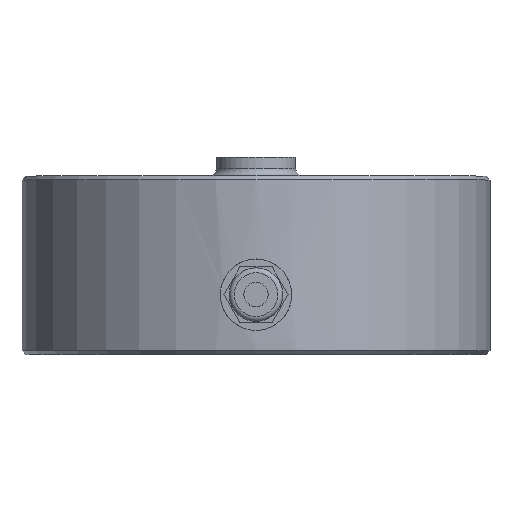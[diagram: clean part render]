
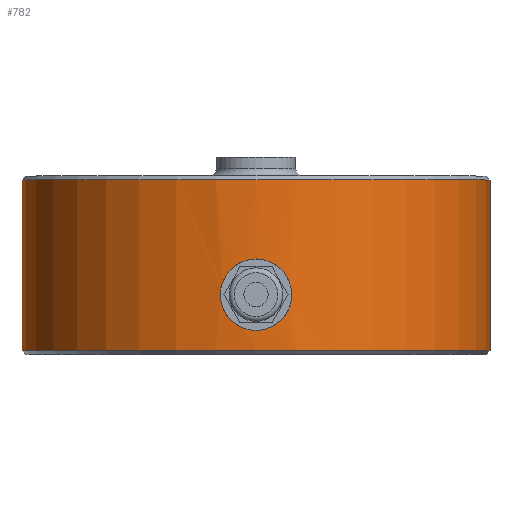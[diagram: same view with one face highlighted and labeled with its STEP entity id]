
A CAD part, top view. The second image highlights one B-rep face of the part: STEP entity #782.
In plain terms, the highlighted cylindrical face has radius 59 mm (diameter 118 mm), a full revolution.
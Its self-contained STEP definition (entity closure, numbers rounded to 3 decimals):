
#50=B_SPLINE_CURVE_WITH_KNOTS('',3,(#1312,#1313,#1314,#1315,#1316,#1317,
#1318,#1319,#1320,#1321),.UNSPECIFIED.,.F.,.F.,(4,2,2,2,4),(5.433,
5.773,6.113,6.452,6.792),
 .UNSPECIFIED.);
#51=B_SPLINE_CURVE_WITH_KNOTS('',3,(#1323,#1324,#1325,#1326,#1327,#1328,
#1329,#1330,#1331,#1332,#1333,#1334,#1335,#1336,#1337,#1338,#1339,#1340),
 .UNSPECIFIED.,.F.,.F.,(4,2,2,2,2,2,2,2,4),(1.358,1.698,
2.038,2.377,2.717,3.056,3.396,
3.735,4.075),.UNSPECIFIED.);
#52=B_SPLINE_CURVE_WITH_KNOTS('',3,(#1341,#1342,#1343,#1344,#1345,#1346,
#1347,#1348,#1349,#1350),.UNSPECIFIED.,.F.,.F.,(4,2,2,2,4),(4.075,
4.415,4.754,5.094,5.433),
 .UNSPECIFIED.);
#75=LINE('',#1358,#130);
#76=LINE('',#1359,#131);
#130=VECTOR('',#1080,59.);
#131=VECTOR('',#1081,59.);
#179=CYLINDRICAL_SURFACE('',#891,59.);
#199=FACE_OUTER_BOUND('',#242,.T.);
#242=EDGE_LOOP('',(#635,#636,#637,#638,#639,#640,#641,#642,#643,#644,#645));
#298=CIRCLE('',#846,59.);
#299=CIRCLE('',#847,59.);
#302=CIRCLE('',#851,59.);
#303=CIRCLE('',#852,59.);
#353=VERTEX_POINT('',#1223);
#354=VERTEX_POINT('',#1224);
#357=VERTEX_POINT('',#1233);
#358=VERTEX_POINT('',#1234);
#387=VERTEX_POINT('',#1309);
#388=VERTEX_POINT('',#1311);
#389=VERTEX_POINT('',#1322);
#443=EDGE_CURVE('',#353,#354,#298,.T.);
#444=EDGE_CURVE('',#354,#353,#299,.T.);
#448=EDGE_CURVE('',#357,#358,#302,.T.);
#449=EDGE_CURVE('',#358,#357,#303,.T.);
#485=EDGE_CURVE('',#387,#388,#50,.T.);
#486=EDGE_CURVE('',#388,#389,#51,.T.);
#487=EDGE_CURVE('',#389,#387,#52,.T.);
#491=EDGE_CURVE('',#357,#388,#75,.T.);
#492=EDGE_CURVE('',#389,#354,#76,.T.);
#635=ORIENTED_EDGE('',*,*,#448,.T.);
#636=ORIENTED_EDGE('',*,*,#449,.T.);
#637=ORIENTED_EDGE('',*,*,#491,.T.);
#638=ORIENTED_EDGE('',*,*,#485,.F.);
#639=ORIENTED_EDGE('',*,*,#487,.F.);
#640=ORIENTED_EDGE('',*,*,#492,.T.);
#641=ORIENTED_EDGE('',*,*,#444,.T.);
#642=ORIENTED_EDGE('',*,*,#443,.T.);
#643=ORIENTED_EDGE('',*,*,#492,.F.);
#644=ORIENTED_EDGE('',*,*,#486,.F.);
#645=ORIENTED_EDGE('',*,*,#491,.F.);
#782=ADVANCED_FACE('',(#199),#179,.T.);
#846=AXIS2_PLACEMENT_3D('',#1225,#976,#977);
#847=AXIS2_PLACEMENT_3D('',#1226,#978,#979);
#851=AXIS2_PLACEMENT_3D('',#1235,#987,#988);
#852=AXIS2_PLACEMENT_3D('',#1236,#989,#990);
#891=AXIS2_PLACEMENT_3D('',#1357,#1078,#1079);
#976=DIRECTION('center_axis',(0.,-1.,0.));
#977=DIRECTION('ref_axis',(0.,0.,1.));
#978=DIRECTION('center_axis',(0.,-1.,0.));
#979=DIRECTION('ref_axis',(0.,0.,1.));
#987=DIRECTION('center_axis',(0.,1.,0.));
#988=DIRECTION('ref_axis',(0.,0.,-1.));
#989=DIRECTION('center_axis',(0.,1.,0.));
#990=DIRECTION('ref_axis',(0.,0.,-1.));
#1078=DIRECTION('center_axis',(0.,-1.,0.));
#1079=DIRECTION('ref_axis',(0.,0.,-1.));
#1080=DIRECTION('',(0.,1.,0.));
#1081=DIRECTION('',(0.,1.,0.));
#1223=CARTESIAN_POINT('',(0.,44.,-59.));
#1224=CARTESIAN_POINT('',(0.,44.,59.));
#1225=CARTESIAN_POINT('Origin',(0.,44.,0.));
#1226=CARTESIAN_POINT('Origin',(0.,44.,0.));
#1233=CARTESIAN_POINT('',(0.,1.,59.));
#1234=CARTESIAN_POINT('',(0.,1.,-59.));
#1235=CARTESIAN_POINT('Origin',(0.,1.,0.));
#1236=CARTESIAN_POINT('Origin',(0.,1.,0.));
#1309=CARTESIAN_POINT('',(-9.,15.,58.31));
#1311=CARTESIAN_POINT('',(0.,6.,59.));
#1312=CARTESIAN_POINT('Ctrl Pts',(-9.,15.,58.31));
#1313=CARTESIAN_POINT('Ctrl Pts',(-9.,13.868,58.31));
#1314=CARTESIAN_POINT('Ctrl Pts',(-8.773,12.662,58.346));
#1315=CARTESIAN_POINT('Ctrl Pts',(-7.854,10.445,58.477));
#1316=CARTESIAN_POINT('Ctrl Pts',(-7.162,9.434,58.569));
#1317=CARTESIAN_POINT('Ctrl Pts',(-5.566,7.838,58.742));
#1318=CARTESIAN_POINT('Ctrl Pts',(-4.555,7.146,58.834));
#1319=CARTESIAN_POINT('Ctrl Pts',(-2.338,6.227,58.964));
#1320=CARTESIAN_POINT('Ctrl Pts',(-1.132,6.,59.));
#1321=CARTESIAN_POINT('Ctrl Pts',(0.,6.,59.));
#1322=CARTESIAN_POINT('',(0.,24.,59.));
#1323=CARTESIAN_POINT('Ctrl Pts',(0.,6.,59.));
#1324=CARTESIAN_POINT('Ctrl Pts',(1.132,6.,59.));
#1325=CARTESIAN_POINT('Ctrl Pts',(2.338,6.227,58.964));
#1326=CARTESIAN_POINT('Ctrl Pts',(4.555,7.146,58.834));
#1327=CARTESIAN_POINT('Ctrl Pts',(5.566,7.838,58.742));
#1328=CARTESIAN_POINT('Ctrl Pts',(7.162,9.434,58.569));
#1329=CARTESIAN_POINT('Ctrl Pts',(7.854,10.445,58.477));
#1330=CARTESIAN_POINT('Ctrl Pts',(8.773,12.662,58.346));
#1331=CARTESIAN_POINT('Ctrl Pts',(9.,13.868,58.31));
#1332=CARTESIAN_POINT('Ctrl Pts',(9.,16.132,58.31));
#1333=CARTESIAN_POINT('Ctrl Pts',(8.773,17.338,58.346));
#1334=CARTESIAN_POINT('Ctrl Pts',(7.854,19.555,58.477));
#1335=CARTESIAN_POINT('Ctrl Pts',(7.162,20.566,58.569));
#1336=CARTESIAN_POINT('Ctrl Pts',(5.566,22.162,58.742));
#1337=CARTESIAN_POINT('Ctrl Pts',(4.555,22.854,58.834));
#1338=CARTESIAN_POINT('Ctrl Pts',(2.338,23.773,58.964));
#1339=CARTESIAN_POINT('Ctrl Pts',(1.132,24.,59.));
#1340=CARTESIAN_POINT('Ctrl Pts',(0.,24.,59.));
#1341=CARTESIAN_POINT('Ctrl Pts',(0.,24.,59.));
#1342=CARTESIAN_POINT('Ctrl Pts',(-1.132,24.,59.));
#1343=CARTESIAN_POINT('Ctrl Pts',(-2.338,23.773,58.964));
#1344=CARTESIAN_POINT('Ctrl Pts',(-4.555,22.854,58.834));
#1345=CARTESIAN_POINT('Ctrl Pts',(-5.566,22.162,58.742));
#1346=CARTESIAN_POINT('Ctrl Pts',(-7.162,20.566,58.569));
#1347=CARTESIAN_POINT('Ctrl Pts',(-7.854,19.555,58.477));
#1348=CARTESIAN_POINT('Ctrl Pts',(-8.773,17.338,58.346));
#1349=CARTESIAN_POINT('Ctrl Pts',(-9.,16.132,58.31));
#1350=CARTESIAN_POINT('Ctrl Pts',(-9.,15.,58.31));
#1357=CARTESIAN_POINT('Origin',(0.,1.,0.));
#1358=CARTESIAN_POINT('',(0.,1.,59.));
#1359=CARTESIAN_POINT('',(0.,1.,59.));
